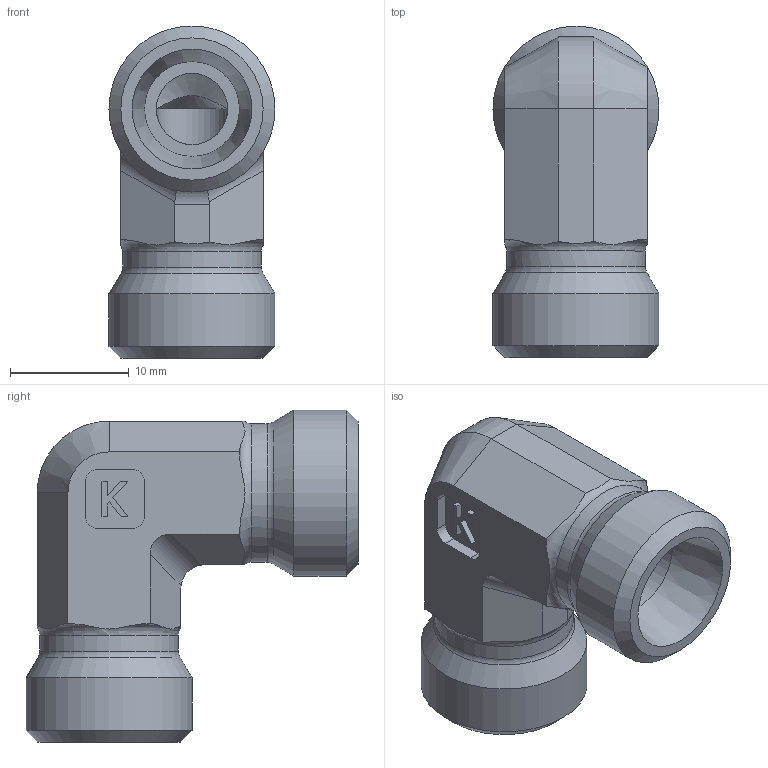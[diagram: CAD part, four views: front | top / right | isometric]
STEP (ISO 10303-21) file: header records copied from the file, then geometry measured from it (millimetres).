
FILE_DESCRIPTION((''),'2;1');
FILE_NAME('351081414.stp','2014-08-13T11:28:07',(''),('KNOMI spol. s r. o.'),'Autodesk Inventor 2012','Autodesk Inventor 2012','');
FILE_SCHEMA(('AUTOMOTIVE_DESIGN { 1 2 10303 214 0 1 1 1 }'));
Length unit declared in the file: millimetre
Products named in the file (1): LS2 8L M14/M14
Bounding box: 14 x 28 x 28 mm (x, y, z)
Volume: 3702.3 mm3; surface area: 2787 mm2
Topology: 1 solids, 1 shells, 74 faces, 189 edges, 121 vertices
Faces by surface type: plane 44, cylinder 16, cone 10, torus 4
Full cylindrical faces by diameter (mm): 6 x2, 8 x2, 11.7 x2, 14 x2
Entity records: 2190 total; most frequent: CARTESIAN_POINT 476, DIRECTION 348, ORIENTED_EDGE 328, EDGE_CURVE 164, AXIS2_PLACEMENT_3D 126, VERTEX_POINT 114, EDGE_LOOP 98, VECTOR 96
